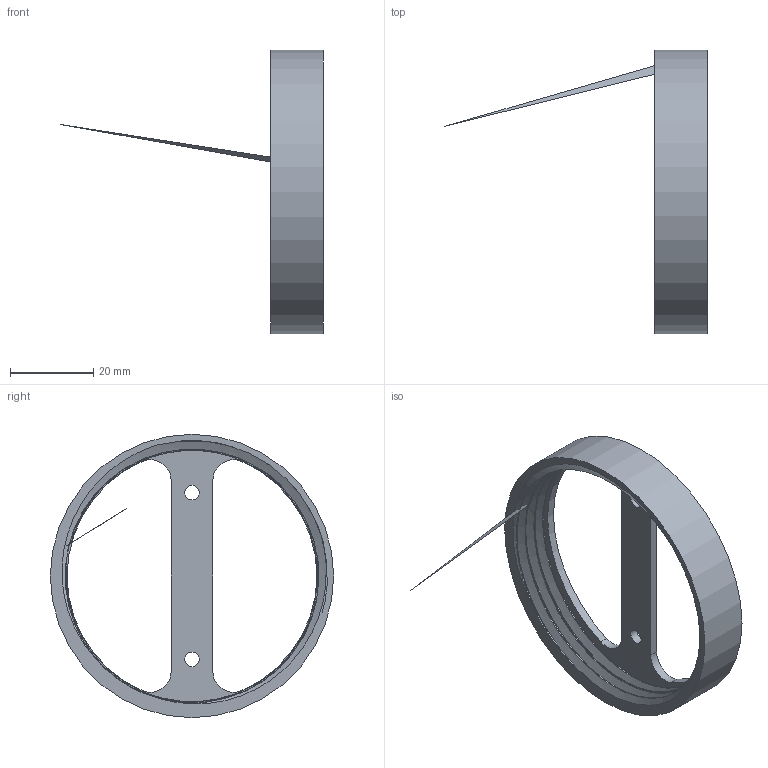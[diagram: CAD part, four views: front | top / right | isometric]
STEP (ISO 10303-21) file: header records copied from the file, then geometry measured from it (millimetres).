
FILE_DESCRIPTION(/* description */ (''),/* implementation_level */ '2;1');
FILE_NAME(/* name */ '0198ee56-efcc-4976-b61f-c8f9af412f65.stp',/* time_stamp */ '2019-03-12T20:01:28+01:00',/* author */ (''),/* organization */ (''),/* preprocessor_version */ 'ST-DEVELOPER v17.2',/* originating_system */ 'Autodesk Translation Framework v7.6.0.251',/* authorisation */ '');
FILE_SCHEMA (('AUTOMOTIVE_DESIGN { 1 0 10303 214 3 1 1 }'));
Length unit declared in the file: millimetre
Products named in the file (1): Ear
Bounding box: 62.99 x 68 x 68 mm (x, y, z)
Volume: 7876 mm3; surface area: 10376.2 mm2
Topology: 1 solids, 1 shells, 70 faces, 202 edges, 132 vertices
Faces by surface type: cylinder 49, plane 15, bspline 6
Full cylindrical faces by diameter (mm): 3.5 x2, 65 x1, 68 x1
Entity records: 3393 total; most frequent: CARTESIAN_POINT 1700, ORIENTED_EDGE 396, DIRECTION 263, EDGE_CURVE 198, VERTEX_POINT 131, B_SPLINE_CURVE_WITH_KNOTS 98, AXIS2_PLACEMENT_3D 98, EDGE_LOOP 79
